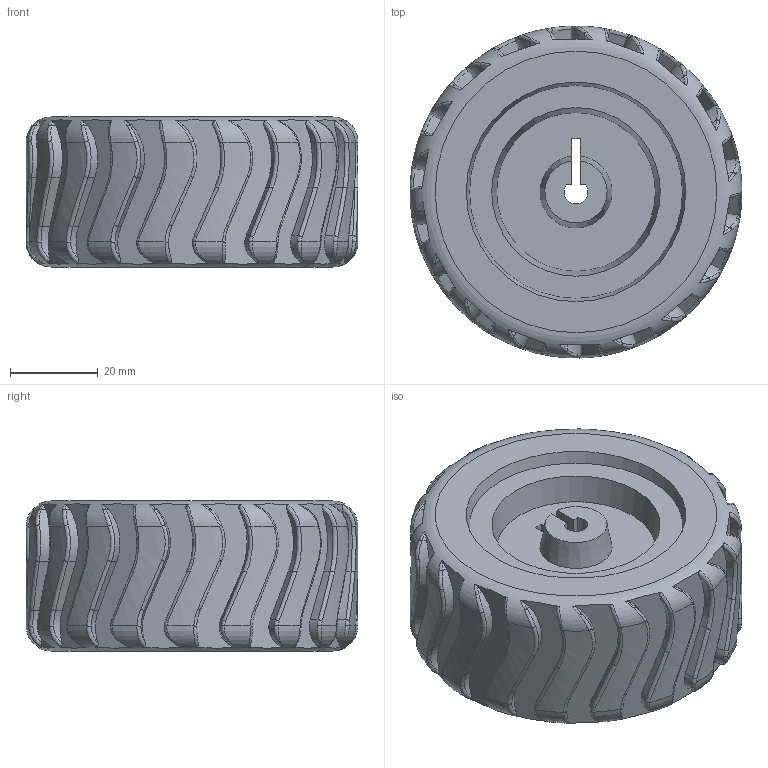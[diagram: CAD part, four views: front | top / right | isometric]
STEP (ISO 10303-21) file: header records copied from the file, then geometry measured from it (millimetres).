
FILE_DESCRIPTION(/* description */ (''),/* implementation_level */ '2;1');
FILE_NAME(/* name */ 'wheelnew v1.step',/* time_stamp */ '2021-11-08T02:28:25+06:00',/* author */ (''),/* organization */ (''),/* preprocessor_version */ 'ST-DEVELOPER v18.1',/* originating_system */ 'Autodesk Translation Framework v10.10.0.1391',/* authorisation */ '');
FILE_SCHEMA (('AUTOMOTIVE_DESIGN { 1 0 10303 214 3 1 1 }'));
Length unit declared in the file: millimetre
Products named in the file (1): wheelnew
Bounding box: 75.6 x 75.6 x 34.2 mm (x, y, z)
Volume: 100739.7 mm3; surface area: 24102 mm2
Topology: 1 solids, 1 shells, 477 faces, 1248 edges, 776 vertices
Faces by surface type: bspline 216, plane 150, cylinder 104, cone 5, torus 2
Full cylindrical faces by diameter (mm): 38.405 x1
Entity records: 26728 total; most frequent: CARTESIAN_POINT 15981, ORIENTED_EDGE 2496, DIRECTION 1734, EDGE_CURVE 1248, VERTEX_POINT 776, AXIS2_PLACEMENT_3D 717, B_SPLINE_CURVE_WITH_KNOTS 491, EDGE_LOOP 482
